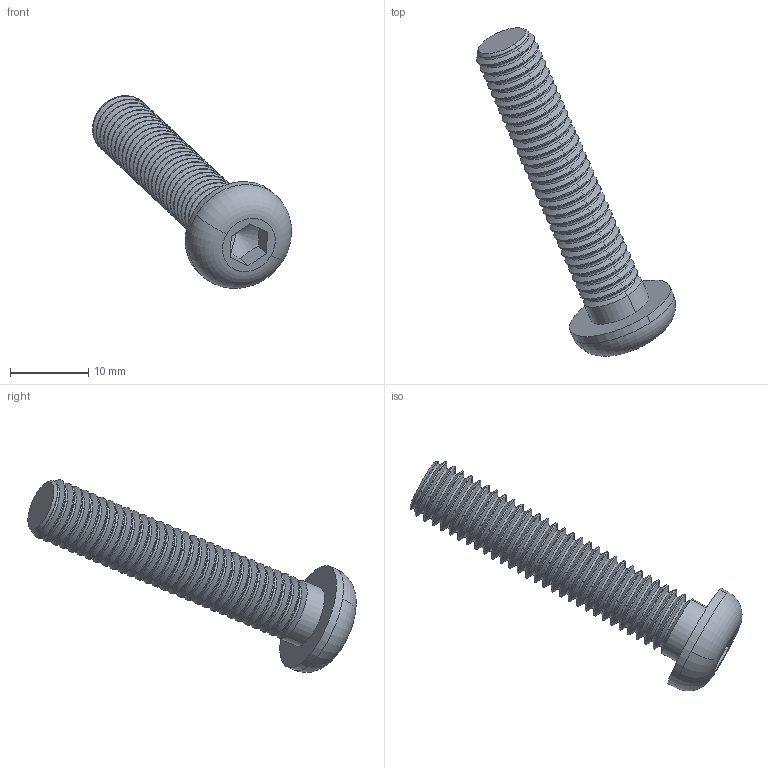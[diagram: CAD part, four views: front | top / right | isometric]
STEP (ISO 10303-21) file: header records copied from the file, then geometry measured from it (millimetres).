
FILE_DESCRIPTION(('Open CASCADE Model'),'2;1');
FILE_NAME('Open CASCADE Shape Model','2017-03-17T23:05:04',('Author'),( 'Open CASCADE'),'Open CASCADE STEP processor 6.8','Open CASCADE 6.8' ,'Unknown');
FILE_SCHEMA(('AUTOMOTIVE_DESIGN_CC2 { 1 2 10303 214 -1 1 5 4 }'));
Products named in the file (1): Open CASCADE STEP translator 6.8 110
Bounding box: 25.46 x 42.01 x 24.66 mm (x, y, z)
Surface area: 1954.3 mm2 (no closed solid volume)
Topology: 0 solids, 1 shells, 257 faces, 703 edges, 448 vertices
Faces by surface type: cone 124, torus 62, cylinder 62, plane 9
Entity records: 48044 total; most frequent: CARTESIAN_POINT 36139, DIRECTION 1730, ORIENTED_EDGE 1402, PCURVE 1402, DEFINITIONAL_REPRESENTATION 1402, B_SPLINE_CURVE_WITH_KNOTS 1377, AXIS2_PLACEMENT_3D 753, EDGE_CURVE 701
